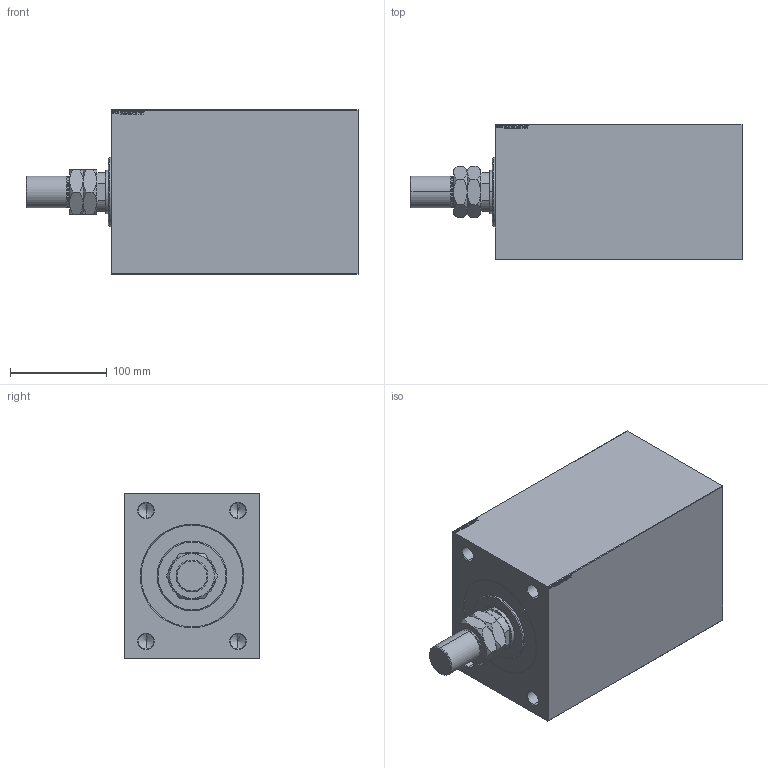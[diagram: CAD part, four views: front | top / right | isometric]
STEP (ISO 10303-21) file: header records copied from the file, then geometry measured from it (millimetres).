
FILE_DESCRIPTION (( 'STEP AP203' ), '1' );
FILE_NAME ('482b.STEP', '2024-02-12T00:38:31', ( '' ), ( '' ), 'SwSTEP 2.0', 'SolidWorks 2019', '' );
FILE_SCHEMA (( 'CONFIG_CONTROL_DESIGN' ));
Length unit declared in the file: millimetre
Products named in the file (5): 482b; V450CM_B_VCP 55c1b6b4b7d52ff19c914722af682705; V450CM_VC_B 55c1b6b4b7d52ff19c914722af682705; V450CM_B_Body 55c1b6b4b7d52ff19c914722af682705; MTA 55c1b6b4b7d52ff19c914722af682705
Assembly tree (4 placements, depth 2):
  482b
    V450CM_B_Body 55c1b6b4b7d52ff19c914722af682705
    V450CM_B_VCP 55c1b6b4b7d52ff19c914722af682705
    V450CM_VC_B 55c1b6b4b7d52ff19c914722af682705
    MTA 55c1b6b4b7d52ff19c914722af682705
Bounding box: 343 x 140 x 170 mm (x, y, z)
Volume: 5145315.4 mm3; surface area: 397220.5 mm2
Topology: 4 solids, 4 shells, 928 faces, 2348 edges, 1527 vertices
Faces by surface type: plane 416, bspline 380, cone 74, cylinder 56, torus 2
Entity records: 45885 total; most frequent: CARTESIAN_POINT 25708, ORIENTED_EDGE 4660, DIRECTION 2792, EDGE_CURVE 2330, VERTEX_POINT 1527, VECTOR 1346, LINE 1346, EDGE_LOOP 1049
